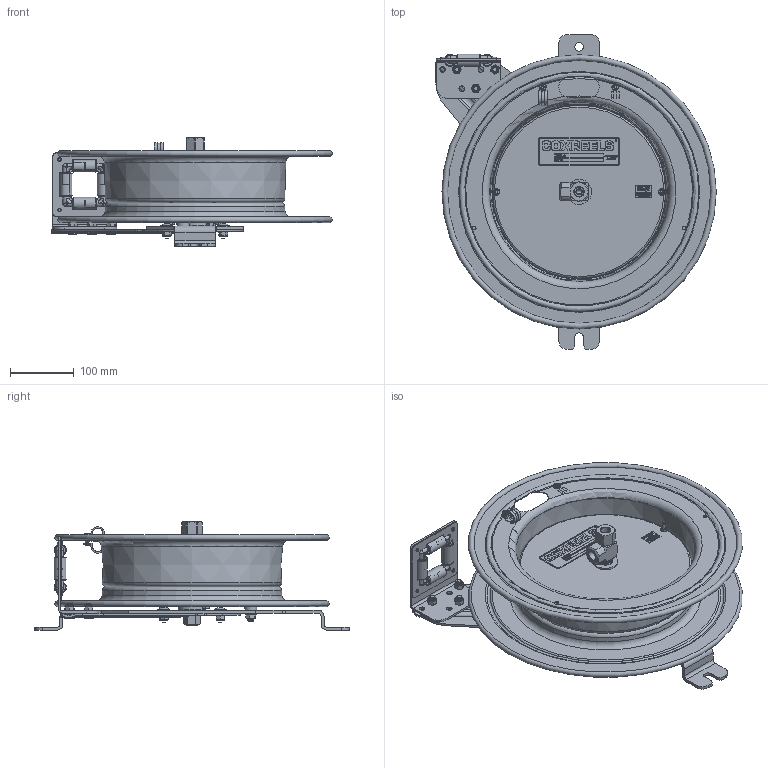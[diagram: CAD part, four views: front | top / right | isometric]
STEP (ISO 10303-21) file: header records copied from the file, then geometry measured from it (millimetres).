
FILE_DESCRIPTION(/* description */ (''),/* implementation_level */ '2;1');
FILE_NAME(/* name */ 'EZ-SG17-L350_SHARED.stp',/* time_stamp */ '2020-02-13T08:56:46-07:00',/* author */ ('NMelton'),/* organization */ (''),/* preprocessor_version */ 'ST-DEVELOPER v17',/* originating_system */ 'Autodesk Inventor 2019',/* authorisation */ '');
FILE_SCHEMA (('AUTOMOTIVE_DESIGN { 1 0 10303 214 3 1 1 }'));
Products named in the file (1): EZ-SG17-L350_SHARED
Bounding box: 441.48 x 495.3 x 170.94 mm (x, y, z)
Surface area: 1031945.4 mm2 (no closed solid volume)
Topology: 0 solids, 128 shells, 2363 faces, 10501 edges, 7931 vertices
Faces by surface type: plane 1290, bspline 416, cylinder 413, cone 134, torus 72, sphere 38
Full cylindrical faces by diameter (mm): 2.159 x2, 2.54 x1, 3.048 x1, 3.962 x2, 4.699 x4, 4.826 x6, 5.182 x2, 5.556 x4, 5.588 x6, 6.35 x5, 7.938 x3, 8.636 x3, 8.733 x4, 8.89 x1, 11.43 x3, 12.192 x8, 13.492 x1, 14.859 x1, 15.875 x1, 17.399 x1, 17.882 x1, 19.05 x5, 20.574 x1, 28.575 x1, 39.624 x1, 44.044 x1, 273.05 x1
Entity records: 114122 total; most frequent: CARTESIAN_POINT 33827, ORIENTED_EDGE 15215, DIRECTION 13576, EDGE_CURVE 10458, VERTEX_POINT 7931, LINE 6138, VECTOR 6138, AXIS2_PLACEMENT_3D 3719
